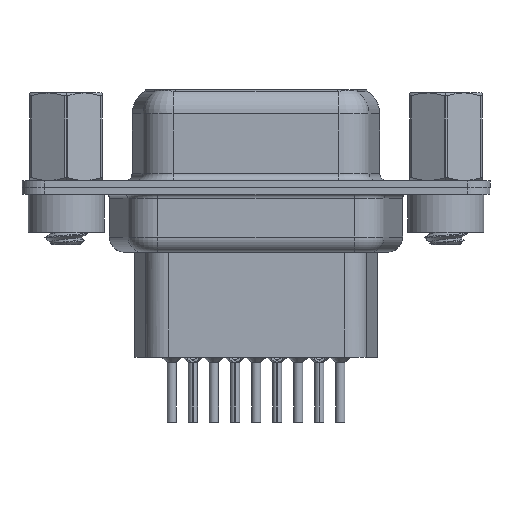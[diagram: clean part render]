
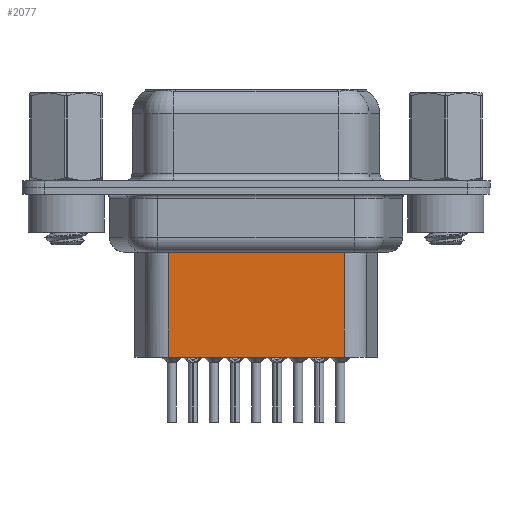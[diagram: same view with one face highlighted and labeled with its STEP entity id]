
A CAD part, front view. The second image highlights one B-rep face of the part: STEP entity #2077.
In plain terms, the highlighted planar face has unit normal (0, -1, 0).
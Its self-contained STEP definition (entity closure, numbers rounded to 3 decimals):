
#195 = VECTOR ( 'NONE', #5057, 1000. ) ;
#243 = DIRECTION ( 'NONE',  ( -1., 0., 0. ) ) ;
#561 = ORIENTED_EDGE ( 'NONE', *, *, #23990, .T. ) ;
#2077 = ADVANCED_FACE ( 'NONE', ( #15023 ), #10884, .T. ) ;
#5057 = DIRECTION ( 'NONE',  ( -1., 0., 0. ) ) ;
#5268 = DIRECTION ( 'NONE',  ( 0., -1., 0. ) ) ;
#5948 = LINE ( 'NONE', #7956, #24250 ) ;
#7956 = CARTESIAN_POINT ( 'NONE',  ( 18.294, -3.5, -3.1 ) ) ;
#8406 = LINE ( 'NONE', #22531, #14888 ) ;
#8597 = VERTEX_POINT ( 'NONE', #15350 ) ;
#10103 = DIRECTION ( 'NONE',  ( 0., 0., -1. ) ) ;
#10703 = EDGE_CURVE ( 'NONE', #18831, #13588, #11477, .T. ) ;
#10884 = PLANE ( 'NONE',  #12597 ) ;
#11079 = CARTESIAN_POINT ( 'NONE',  ( 6.459, -3.5, -4.097 ) ) ;
#11477 = LINE ( 'NONE', #11079, #195 ) ;
#12431 = ORIENTED_EDGE ( 'NONE', *, *, #25630, .F. ) ;
#12597 = AXIS2_PLACEMENT_3D ( 'NONE', #13029, #5268, #23138 ) ;
#13029 = CARTESIAN_POINT ( 'NONE',  ( 6.706, -3.5, -3.1 ) ) ;
#13588 = VERTEX_POINT ( 'NONE', #19322 ) ;
#13705 = CARTESIAN_POINT ( 'NONE',  ( 18.294, -3.5, -4.097 ) ) ;
#14888 = VECTOR ( 'NONE', #18940, 1000. ) ;
#15023 = FACE_OUTER_BOUND ( 'NONE', #22071, .T. ) ;
#15350 = CARTESIAN_POINT ( 'NONE',  ( 6.706, -3.5, -11.15 ) ) ;
#16521 = CARTESIAN_POINT ( 'NONE',  ( 6.706, -3.5, -11.15 ) ) ;
#16617 = ORIENTED_EDGE ( 'NONE', *, *, #24676, .F. ) ;
#18831 = VERTEX_POINT ( 'NONE', #13705 ) ;
#18940 = DIRECTION ( 'NONE',  ( 0., 0., -1. ) ) ;
#19322 = CARTESIAN_POINT ( 'NONE',  ( 6.706, -3.5, -4.097 ) ) ;
#20234 = VERTEX_POINT ( 'NONE', #20479 ) ;
#20479 = CARTESIAN_POINT ( 'NONE',  ( 18.294, -3.5, -11.15 ) ) ;
#22071 = EDGE_LOOP ( 'NONE', ( #16617, #25601, #561, #12431 ) ) ;
#22531 = CARTESIAN_POINT ( 'NONE',  ( 6.706, -3.5, -3.1 ) ) ;
#22635 = LINE ( 'NONE', #16521, #23433 ) ;
#23138 = DIRECTION ( 'NONE',  ( 1., 0., 0. ) ) ;
#23433 = VECTOR ( 'NONE', #243, 1000. ) ;
#23990 = EDGE_CURVE ( 'NONE', #13588, #8597, #8406, .T. ) ;
#24250 = VECTOR ( 'NONE', #10103, 1000. ) ;
#24676 = EDGE_CURVE ( 'NONE', #18831, #20234, #5948, .T. ) ;
#25601 = ORIENTED_EDGE ( 'NONE', *, *, #10703, .T. ) ;
#25630 = EDGE_CURVE ( 'NONE', #20234, #8597, #22635, .T. ) ;
